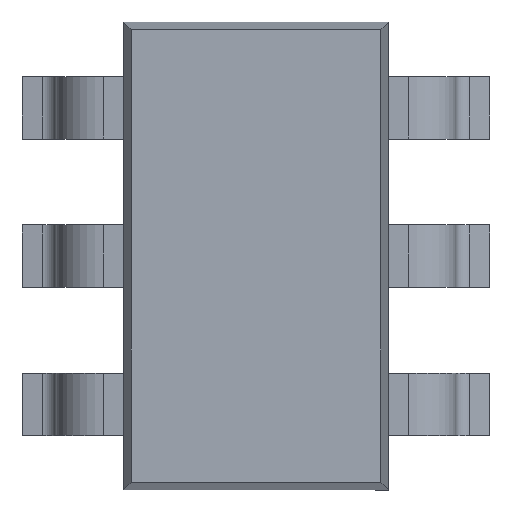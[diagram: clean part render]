
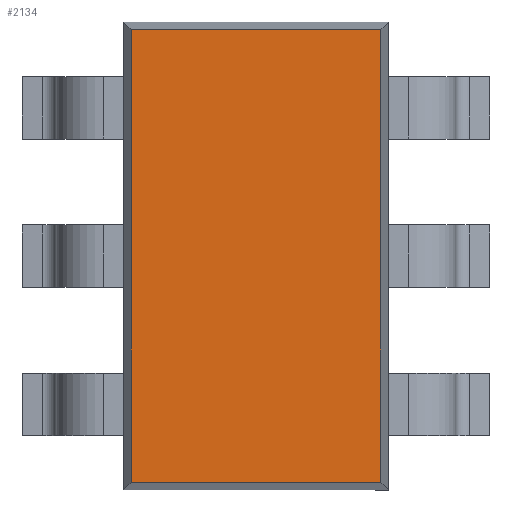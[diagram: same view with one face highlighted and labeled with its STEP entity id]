
A CAD part, top view. The second image highlights one B-rep face of the part: STEP entity #2134.
In plain terms, the highlighted planar face has unit normal (0, 0, 1).
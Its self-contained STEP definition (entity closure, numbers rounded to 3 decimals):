
#255 = DIRECTION ( 'NONE',  ( -1., 0., 0. ) ) ;
#269 = VERTEX_POINT ( 'NONE', #3326 ) ;
#283 = EDGE_LOOP ( 'NONE', ( #2492, #3077, #3534, #1757 ) ) ;
#311 = CARTESIAN_POINT ( 'NONE',  ( 2.3, 2.4, 1.05 ) ) ;
#462 = CARTESIAN_POINT ( 'NONE',  ( 2.3, 2.45, 1.05 ) ) ;
#725 = VECTOR ( 'NONE', #255, 1000. ) ;
#771 = EDGE_CURVE ( 'NONE', #3435, #2833, #4122, .T. ) ;
#893 = LINE ( 'NONE', #462, #4768 ) ;
#927 = VECTOR ( 'NONE', #3548, 1000. ) ;
#1240 = VECTOR ( 'NONE', #1976, 1000. ) ;
#1396 = DIRECTION ( 'NONE',  ( 0., 0., -1. ) ) ;
#1509 = AXIS2_PLACEMENT_3D ( 'NONE', #3642, #1396, #4022 ) ;
#1604 = CARTESIAN_POINT ( 'NONE',  ( 0.7, 2.45, 1.05 ) ) ;
#1694 = CARTESIAN_POINT ( 'NONE',  ( 0.7, -0.5, 1.05 ) ) ;
#1757 = ORIENTED_EDGE ( 'NONE', *, *, #4112, .F. ) ;
#1913 = EDGE_CURVE ( 'NONE', #3629, #269, #893, .T. ) ;
#1976 = DIRECTION ( 'NONE',  ( 0., 1., 0. ) ) ;
#2031 = LINE ( 'NONE', #3168, #927 ) ;
#2134 = ADVANCED_FACE ( 'NONE', ( #3840 ), #4381, .F. ) ;
#2391 = DIRECTION ( 'NONE',  ( 0., -1., 0. ) ) ;
#2492 = ORIENTED_EDGE ( 'NONE', *, *, #1913, .F. ) ;
#2833 = VERTEX_POINT ( 'NONE', #4750 ) ;
#3077 = ORIENTED_EDGE ( 'NONE', *, *, #3389, .F. ) ;
#3168 = CARTESIAN_POINT ( 'NONE',  ( 2.35, 2.4, 1.05 ) ) ;
#3254 = CARTESIAN_POINT ( 'NONE',  ( 2.3, -0.5, 1.05 ) ) ;
#3326 = CARTESIAN_POINT ( 'NONE',  ( 2.3, -0.5, 1.05 ) ) ;
#3389 = EDGE_CURVE ( 'NONE', #2833, #3629, #2031, .T. ) ;
#3435 = VERTEX_POINT ( 'NONE', #1694 ) ;
#3534 = ORIENTED_EDGE ( 'NONE', *, *, #771, .F. ) ;
#3548 = DIRECTION ( 'NONE',  ( 1., 0., 0. ) ) ;
#3629 = VERTEX_POINT ( 'NONE', #311 ) ;
#3642 = CARTESIAN_POINT ( 'NONE',  ( 2.35, 2.45, 1.05 ) ) ;
#3840 = FACE_OUTER_BOUND ( 'NONE', #283, .T. ) ;
#4022 = DIRECTION ( 'NONE',  ( 0., 1., 0. ) ) ;
#4112 = EDGE_CURVE ( 'NONE', #269, #3435, #4685, .T. ) ;
#4122 = LINE ( 'NONE', #1604, #1240 ) ;
#4381 = PLANE ( 'NONE',  #1509 ) ;
#4685 = LINE ( 'NONE', #3254, #725 ) ;
#4750 = CARTESIAN_POINT ( 'NONE',  ( 0.7, 2.4, 1.05 ) ) ;
#4768 = VECTOR ( 'NONE', #2391, 1000. ) ;
